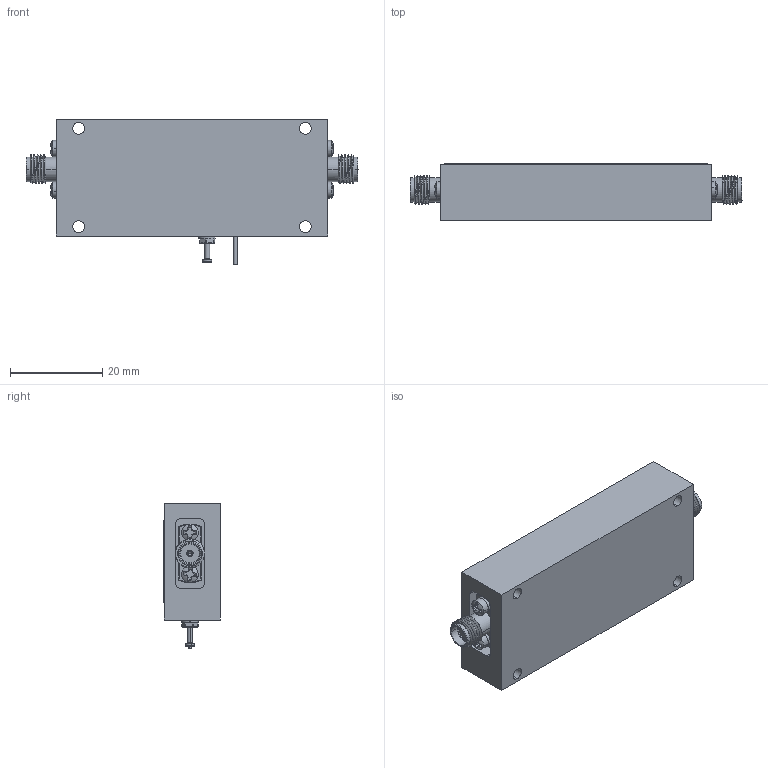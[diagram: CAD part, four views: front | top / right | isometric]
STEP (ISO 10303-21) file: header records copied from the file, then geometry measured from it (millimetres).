
FILE_DESCRIPTION (( 'STEP AP214' ), '1' );
FILE_NAME ('PLNA-25DB-8G18G-2PP-4DB-15DBM-SFF-YK.STEP', '2025-08-22T19:47:30', ( '' ), ( '' ), 'SwSTEP 2.0', 'SolidWorks 2024', '' );
FILE_SCHEMA (( 'AUTOMOTIVE_DESIGN' ));
Length unit declared in the file: inch
Products named in the file (1): PLNA-25DB-8G18G-2PP-4DB-15DBM-SFF-YK
Bounding box: 72.14 x 12.32 x 31.67 mm (x, y, z)
Volume: 15568.5 mm3; surface area: 15457.4 mm2
Topology: 66 solids, 66 shells, 2039 faces, 6325 edges, 4583 vertices
Faces by surface type: plane 1079, cylinder 479, cone 295, torus 115, sphere 55, bspline 16
Entity records: 98085 total; most frequent: CARTESIAN_POINT 23177, ORIENTED_EDGE 12342, DIRECTION 10747, EDGE_CURVE 6171, VERTEX_POINT 4575, AXIS2_PLACEMENT_3D 3714, VECTOR 3319, LINE 3319
